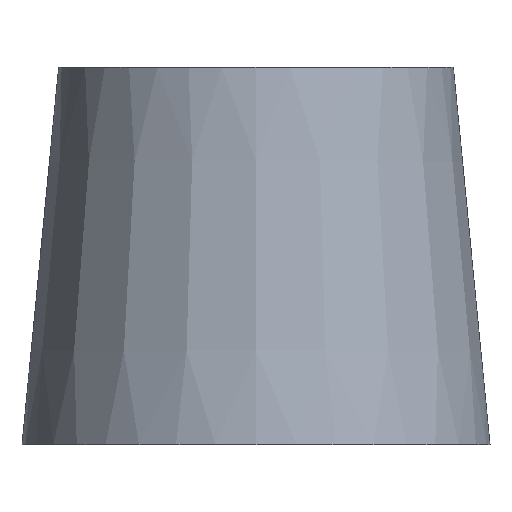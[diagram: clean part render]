
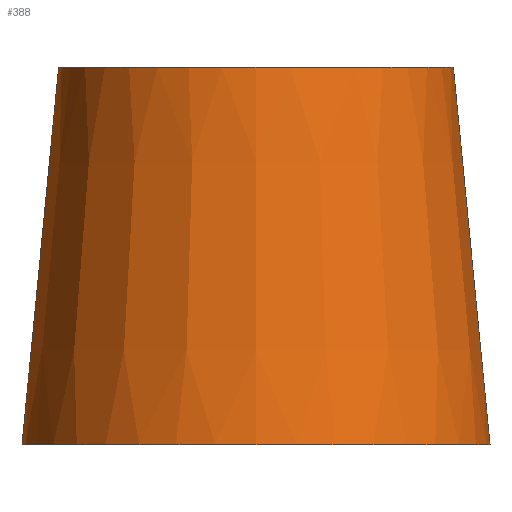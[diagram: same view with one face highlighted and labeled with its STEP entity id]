
A CAD part, front view. The second image highlights one B-rep face of the part: STEP entity #388.
In plain terms, the highlighted conical face has half-angle 5.54 degrees and reference radius 31 mm.
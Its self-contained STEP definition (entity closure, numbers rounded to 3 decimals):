
#33=CONICAL_SURFACE('',#458,31.,0.097);
#71=FACE_OUTER_BOUND('',#113,.T.);
#113=EDGE_LOOP('',(#344,#345,#346,#347));
#131=LINE('',#697,#149);
#149=VECTOR('',#590,31.);
#176=CIRCLE('',#455,26.15);
#177=CIRCLE('',#457,31.);
#208=VERTEX_POINT('',#691);
#209=VERTEX_POINT('',#694);
#253=EDGE_CURVE('',#208,#208,#176,.T.);
#254=EDGE_CURVE('',#209,#209,#177,.T.);
#255=EDGE_CURVE('',#208,#209,#131,.T.);
#344=ORIENTED_EDGE('',*,*,#253,.T.);
#345=ORIENTED_EDGE('',*,*,#255,.T.);
#346=ORIENTED_EDGE('',*,*,#254,.T.);
#347=ORIENTED_EDGE('',*,*,#255,.F.);
#388=ADVANCED_FACE('',(#71),#33,.T.);
#455=AXIS2_PLACEMENT_3D('',#692,#582,#583);
#457=AXIS2_PLACEMENT_3D('',#695,#586,#587);
#458=AXIS2_PLACEMENT_3D('',#696,#588,#589);
#582=DIRECTION('center_axis',(0.,0.,-1.));
#583=DIRECTION('ref_axis',(1.,0.,0.));
#586=DIRECTION('center_axis',(0.,0.,1.));
#587=DIRECTION('ref_axis',(1.,0.,0.));
#588=DIRECTION('center_axis',(0.,0.,-1.));
#589=DIRECTION('ref_axis',(1.,0.,0.));
#590=DIRECTION('',(-0.097,0.,-0.995));
#691=CARTESIAN_POINT('',(-26.15,0.,50.));
#692=CARTESIAN_POINT('Origin',(0.,0.,50.));
#694=CARTESIAN_POINT('',(-31.,0.,0.));
#695=CARTESIAN_POINT('Origin',(0.,0.,0.));
#696=CARTESIAN_POINT('Origin',(0.,0.,0.));
#697=CARTESIAN_POINT('',(-31.,0.,0.));
